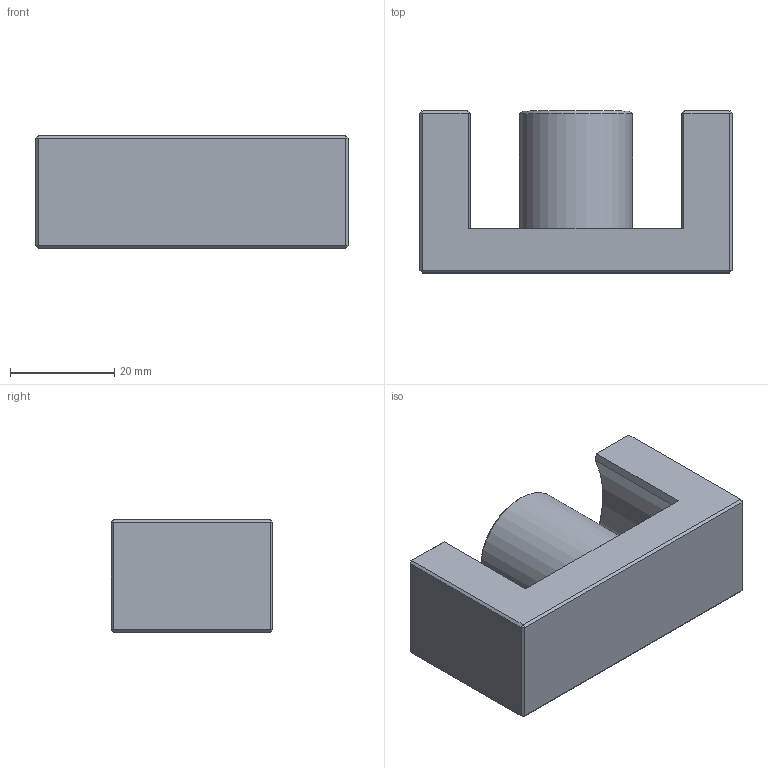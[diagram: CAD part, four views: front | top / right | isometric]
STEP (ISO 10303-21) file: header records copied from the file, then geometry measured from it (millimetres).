
FILE_DESCRIPTION (( 'STEP AP214' ), '1' );
FILE_NAME ('ETD59-31-22.step', '2018-04-25T18:32:05', ( '' ), ( '' ), 'SwSTEP 2.0', 'SolidWorks 2017', '' );
FILE_SCHEMA (( 'AUTOMOTIVE_DESIGN' ));
Length unit declared in the file: millimetre
Products named in the file (1): ETD59-31-22
Bounding box: 59.8 x 31 x 21.65 mm (x, y, z)
Volume: 27406.2 mm3; surface area: 8182.6 mm2
Topology: 1 solids, 1 shells, 46 faces, 100 edges, 56 vertices
Faces by surface type: plane 40, cylinder 3, cone 3
Full cylindrical faces by diameter (mm): 21.65 x1
Entity records: 1226 total; most frequent: CARTESIAN_POINT 213, DIRECTION 198, ORIENTED_EDGE 196, EDGE_CURVE 98, VECTOR 84, LINE 84, AXIS2_PLACEMENT_3D 57, VERTEX_POINT 56
